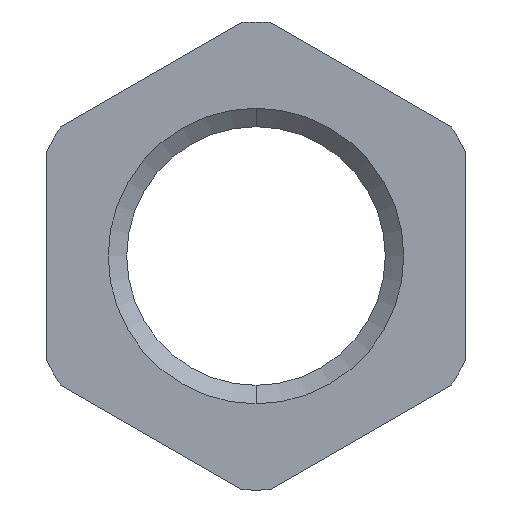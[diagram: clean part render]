
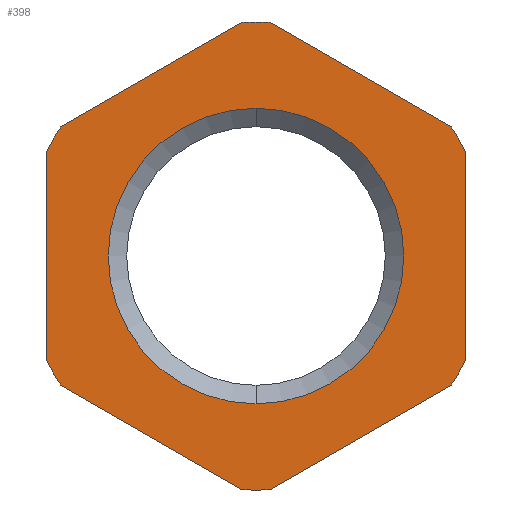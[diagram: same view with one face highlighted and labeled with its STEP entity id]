
A CAD part, front view. The second image highlights one B-rep face of the part: STEP entity #398.
In plain terms, the highlighted planar face has unit normal (0, -1, 0).
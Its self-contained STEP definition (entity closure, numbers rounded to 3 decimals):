
#4 = CARTESIAN_POINT ( 'NONE',  ( 0., 0., 0. ) ) ;
#7 = CIRCLE ( 'NONE', #448, 9.5 ) ;
#22 = LINE ( 'NONE', #133, #479 ) ;
#28 = VECTOR ( 'NONE', #467, 1000. ) ;
#32 = AXIS2_PLACEMENT_3D ( 'NONE', #160, #633, #374 ) ;
#36 = FACE_OUTER_BOUND ( 'NONE', #426, .T. ) ;
#53 = EDGE_CURVE ( 'NONE', #348, #581, #496, .T. ) ;
#60 = DIRECTION ( 'NONE',  ( -0.866, 0., -0.5 ) ) ;
#71 = CARTESIAN_POINT ( 'NONE',  ( -8.5, 0., -4.243 ) ) ;
#72 = CARTESIAN_POINT ( 'NONE',  ( -7.924, 0., 5.24 ) ) ;
#73 = ORIENTED_EDGE ( 'NONE', *, *, #149, .T. ) ;
#74 = DIRECTION ( 'NONE',  ( -0.866, 0., 0.5 ) ) ;
#78 = AXIS2_PLACEMENT_3D ( 'NONE', #515, #555, #319 ) ;
#79 = ORIENTED_EDGE ( 'NONE', *, *, #628, .F. ) ;
#89 = DIRECTION ( 'NONE',  ( 0., 0., 1. ) ) ;
#106 = CARTESIAN_POINT ( 'NONE',  ( -7.924, 0., -5.24 ) ) ;
#111 = CARTESIAN_POINT ( 'NONE',  ( 0.576, 0., 9.483 ) ) ;
#112 = DIRECTION ( 'NONE',  ( 0., -1., 0. ) ) ;
#113 = VERTEX_POINT ( 'NONE', #594 ) ;
#129 = VERTEX_POINT ( 'NONE', #666 ) ;
#133 = CARTESIAN_POINT ( 'NONE',  ( -8.5, 0., 4.907 ) ) ;
#137 = DIRECTION ( 'NONE',  ( 0., 1., 0. ) ) ;
#141 = CIRCLE ( 'NONE', #314, 9.5 ) ;
#143 = EDGE_CURVE ( 'NONE', #414, #581, #201, .T. ) ;
#148 = ORIENTED_EDGE ( 'NONE', *, *, #212, .F. ) ;
#149 = EDGE_CURVE ( 'NONE', #590, #485, #7, .T. ) ;
#152 = DIRECTION ( 'NONE',  ( 0., -1., 0. ) ) ;
#153 = LINE ( 'NONE', #324, #28 ) ;
#158 = CARTESIAN_POINT ( 'NONE',  ( 0., 0., 0. ) ) ;
#159 = ORIENTED_EDGE ( 'NONE', *, *, #542, .T. ) ;
#160 = CARTESIAN_POINT ( 'NONE',  ( 0., 0., 0. ) ) ;
#166 = CARTESIAN_POINT ( 'NONE',  ( 7.924, 0., 5.24 ) ) ;
#176 = VERTEX_POINT ( 'NONE', #505 ) ;
#186 = DIRECTION ( 'NONE',  ( 0.866, 0., 0.5 ) ) ;
#187 = PLANE ( 'NONE',  #379 ) ;
#192 = ORIENTED_EDGE ( 'NONE', *, *, #413, .T. ) ;
#193 = CIRCLE ( 'NONE', #491, 6. ) ;
#198 = EDGE_CURVE ( 'NONE', #285, #671, #193, .T. ) ;
#201 = CIRCLE ( 'NONE', #78, 9.5 ) ;
#202 = AXIS2_PLACEMENT_3D ( 'NONE', #416, #456, #518 ) ;
#205 = DIRECTION ( 'NONE',  ( 0., -1., 0. ) ) ;
#210 = ORIENTED_EDGE ( 'NONE', *, *, #478, .T. ) ;
#212 = EDGE_CURVE ( 'NONE', #671, #285, #284, .T. ) ;
#213 = DIRECTION ( 'NONE',  ( 0., -1., 0. ) ) ;
#220 = VERTEX_POINT ( 'NONE', #106 ) ;
#230 = VERTEX_POINT ( 'NONE', #111 ) ;
#232 = VERTEX_POINT ( 'NONE', #262 ) ;
#238 = ORIENTED_EDGE ( 'NONE', *, *, #651, .F. ) ;
#239 = FACE_BOUND ( 'NONE', #546, .T. ) ;
#244 = LINE ( 'NONE', #446, #366 ) ;
#246 = CARTESIAN_POINT ( 'NONE',  ( -8.5, 0., -4.907 ) ) ;
#254 = CIRCLE ( 'NONE', #291, 9.5 ) ;
#262 = CARTESIAN_POINT ( 'NONE',  ( -0.576, 0., 9.483 ) ) ;
#263 = CARTESIAN_POINT ( 'NONE',  ( 0., 0., 0. ) ) ;
#268 = ORIENTED_EDGE ( 'NONE', *, *, #534, .T. ) ;
#276 = CARTESIAN_POINT ( 'NONE',  ( 0., 0., 0. ) ) ;
#281 = LINE ( 'NONE', #646, #470 ) ;
#284 = CIRCLE ( 'NONE', #202, 6. ) ;
#285 = VERTEX_POINT ( 'NONE', #544 ) ;
#291 = AXIS2_PLACEMENT_3D ( 'NONE', #318, #504, #424 ) ;
#306 = DIRECTION ( 'NONE',  ( 0., 0., -1. ) ) ;
#309 = VECTOR ( 'NONE', #402, 1000. ) ;
#310 = ORIENTED_EDGE ( 'NONE', *, *, #352, .F. ) ;
#314 = AXIS2_PLACEMENT_3D ( 'NONE', #263, #205, #417 ) ;
#318 = CARTESIAN_POINT ( 'NONE',  ( 0., 0., 0. ) ) ;
#319 = DIRECTION ( 'NONE',  ( 0., 0., 1. ) ) ;
#324 = CARTESIAN_POINT ( 'NONE',  ( 0., 0., 9.815 ) ) ;
#348 = VERTEX_POINT ( 'NONE', #71 ) ;
#352 = EDGE_CURVE ( 'NONE', #584, #220, #244, .T. ) ;
#355 = ORIENTED_EDGE ( 'NONE', *, *, #447, .F. ) ;
#357 = ORIENTED_EDGE ( 'NONE', *, *, #198, .F. ) ;
#365 = VERTEX_POINT ( 'NONE', #378 ) ;
#366 = VECTOR ( 'NONE', #74, 1000. ) ;
#374 = DIRECTION ( 'NONE',  ( 0., 0., 1. ) ) ;
#378 = CARTESIAN_POINT ( 'NONE',  ( 7.924, 0., -5.24 ) ) ;
#379 = AXIS2_PLACEMENT_3D ( 'NONE', #393, #137, #89 ) ;
#384 = CIRCLE ( 'NONE', #32, 9.5 ) ;
#393 = CARTESIAN_POINT ( 'NONE',  ( 0., 0., 0. ) ) ;
#395 = AXIS2_PLACEMENT_3D ( 'NONE', #158, #557, #626 ) ;
#398 = ADVANCED_FACE ( 'NONE', ( #36, #239 ), #187, .F. ) ;
#400 = CIRCLE ( 'NONE', #431, 9.5 ) ;
#402 = DIRECTION ( 'NONE',  ( 0., 0., 1. ) ) ;
#413 = EDGE_CURVE ( 'NONE', #584, #176, #141, .T. ) ;
#414 = VERTEX_POINT ( 'NONE', #72 ) ;
#416 = CARTESIAN_POINT ( 'NONE',  ( 0., 0., 0. ) ) ;
#417 = DIRECTION ( 'NONE',  ( 0., 0., 1. ) ) ;
#419 = CARTESIAN_POINT ( 'NONE',  ( -8.5, 0., 4.243 ) ) ;
#420 = CARTESIAN_POINT ( 'NONE',  ( 0., 0., 0. ) ) ;
#424 = DIRECTION ( 'NONE',  ( 0., 0., 1. ) ) ;
#426 = EDGE_LOOP ( 'NONE', ( #553, #483, #210, #310, #192, #641, #437, #238, #73, #355, #159, #268, #79 ) ) ;
#430 = EDGE_CURVE ( 'NONE', #365, #113, #400, .T. ) ;
#431 = AXIS2_PLACEMENT_3D ( 'NONE', #276, #112, #575 ) ;
#437 = ORIENTED_EDGE ( 'NONE', *, *, #430, .T. ) ;
#446 = CARTESIAN_POINT ( 'NONE',  ( 0., 0., -9.815 ) ) ;
#447 = EDGE_CURVE ( 'NONE', #230, #485, #153, .T. ) ;
#448 = AXIS2_PLACEMENT_3D ( 'NONE', #420, #152, #569 ) ;
#456 = DIRECTION ( 'NONE',  ( 0., -1., 0. ) ) ;
#467 = DIRECTION ( 'NONE',  ( 0.866, 0., -0.5 ) ) ;
#470 = VECTOR ( 'NONE', #587, 1000. ) ;
#478 = EDGE_CURVE ( 'NONE', #348, #220, #605, .T. ) ;
#479 = VECTOR ( 'NONE', #186, 1000. ) ;
#483 = ORIENTED_EDGE ( 'NONE', *, *, #53, .F. ) ;
#485 = VERTEX_POINT ( 'NONE', #166 ) ;
#491 = AXIS2_PLACEMENT_3D ( 'NONE', #4, #213, #306 ) ;
#496 = LINE ( 'NONE', #246, #309 ) ;
#503 = EDGE_CURVE ( 'NONE', #365, #176, #506, .T. ) ;
#504 = DIRECTION ( 'NONE',  ( 0., -1., 0. ) ) ;
#505 = CARTESIAN_POINT ( 'NONE',  ( 0.576, 0., -9.483 ) ) ;
#506 = LINE ( 'NONE', #511, #667 ) ;
#511 = CARTESIAN_POINT ( 'NONE',  ( 8.5, 0., -4.907 ) ) ;
#515 = CARTESIAN_POINT ( 'NONE',  ( 0., 0., 0. ) ) ;
#518 = DIRECTION ( 'NONE',  ( 0., 0., -1. ) ) ;
#534 = EDGE_CURVE ( 'NONE', #129, #232, #384, .T. ) ;
#536 = CARTESIAN_POINT ( 'NONE',  ( 0., 0., 6. ) ) ;
#542 = EDGE_CURVE ( 'NONE', #230, #129, #254, .T. ) ;
#544 = CARTESIAN_POINT ( 'NONE',  ( 0., 0., -6. ) ) ;
#546 = EDGE_LOOP ( 'NONE', ( #357, #148 ) ) ;
#553 = ORIENTED_EDGE ( 'NONE', *, *, #143, .T. ) ;
#555 = DIRECTION ( 'NONE',  ( 0., -1., 0. ) ) ;
#557 = DIRECTION ( 'NONE',  ( 0., -1., 0. ) ) ;
#569 = DIRECTION ( 'NONE',  ( 0., 0., 1. ) ) ;
#575 = DIRECTION ( 'NONE',  ( 0., 0., 1. ) ) ;
#581 = VERTEX_POINT ( 'NONE', #419 ) ;
#584 = VERTEX_POINT ( 'NONE', #629 ) ;
#587 = DIRECTION ( 'NONE',  ( 0., 0., -1. ) ) ;
#590 = VERTEX_POINT ( 'NONE', #619 ) ;
#594 = CARTESIAN_POINT ( 'NONE',  ( 8.5, 0., -4.243 ) ) ;
#605 = CIRCLE ( 'NONE', #395, 9.5 ) ;
#619 = CARTESIAN_POINT ( 'NONE',  ( 8.5, 0., 4.243 ) ) ;
#626 = DIRECTION ( 'NONE',  ( 0., 0., 1. ) ) ;
#628 = EDGE_CURVE ( 'NONE', #414, #232, #22, .T. ) ;
#629 = CARTESIAN_POINT ( 'NONE',  ( -0.576, 0., -9.483 ) ) ;
#633 = DIRECTION ( 'NONE',  ( 0., -1., 0. ) ) ;
#641 = ORIENTED_EDGE ( 'NONE', *, *, #503, .F. ) ;
#646 = CARTESIAN_POINT ( 'NONE',  ( 8.5, 0., 4.907 ) ) ;
#651 = EDGE_CURVE ( 'NONE', #590, #113, #281, .T. ) ;
#666 = CARTESIAN_POINT ( 'NONE',  ( 0., 0., 9.5 ) ) ;
#667 = VECTOR ( 'NONE', #60, 1000. ) ;
#671 = VERTEX_POINT ( 'NONE', #536 ) ;
